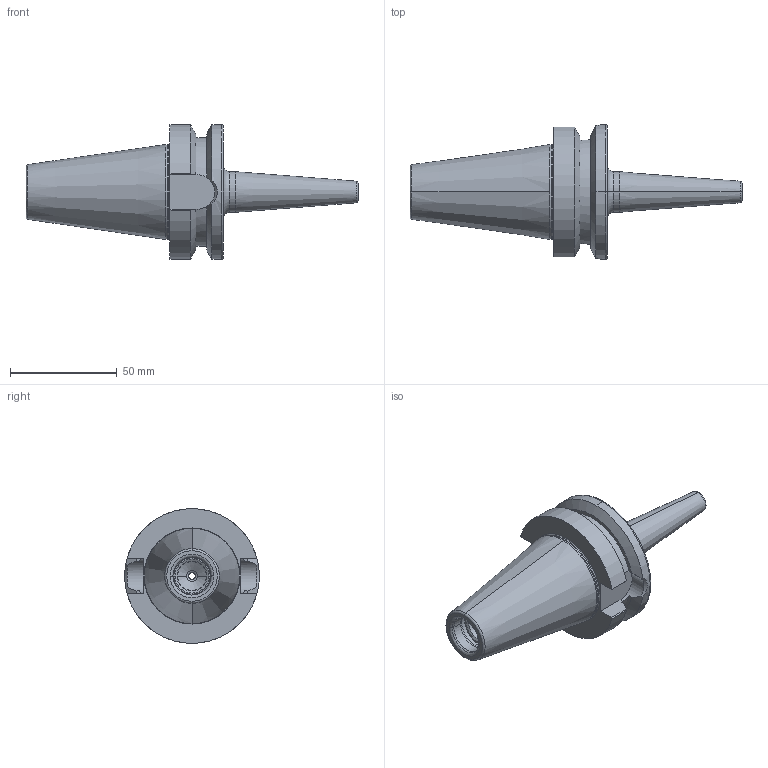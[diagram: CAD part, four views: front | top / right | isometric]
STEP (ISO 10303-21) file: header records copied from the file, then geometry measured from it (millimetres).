
FILE_DESCRIPTION((''),'2;1');
FILE_NAME('BT40SHANK_3D_20131028','2020-02-26T08:58:25',('eos'),(''),'CREO PARAMETRIC BY PTC INC, 2018500','CREO PARAMETRIC BY PTC INC, 2018500','');
FILE_SCHEMA(('CONFIG_CONTROL_DESIGN'));
Length unit declared in the file: millimetre
Products named in the file (1): BT40SHANK_3D_20131028
Bounding box: 155.4 x 63 x 63 mm (x, y, z)
Volume: 130376.9 mm3; surface area: 27338.9 mm2
Topology: 1 solids, 2 shells, 88 faces, 210 edges, 128 vertices
Faces by surface type: cone 26, cylinder 26, plane 20, torus 16
Entity records: 2669 total; most frequent: CARTESIAN_POINT 544, DIRECTION 470, ORIENTED_EDGE 416, EDGE_CURVE 210, AXIS2_PLACEMENT_3D 195, VERTEX_POINT 128, CIRCLE 106, EDGE_LOOP 94
